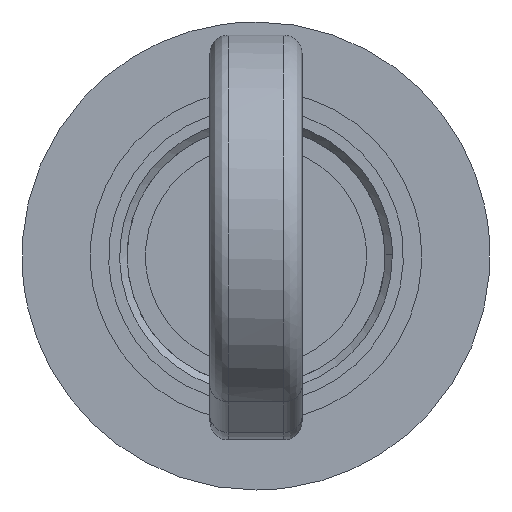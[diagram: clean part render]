
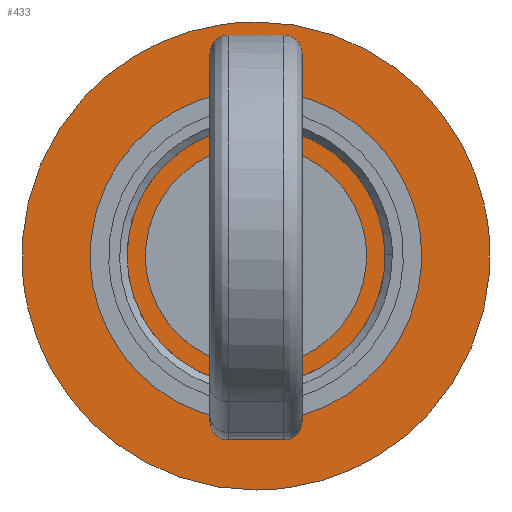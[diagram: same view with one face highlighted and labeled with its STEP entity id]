
A CAD part, front view. The second image highlights one B-rep face of the part: STEP entity #433.
In plain terms, the highlighted free-form (B-spline) face has degree [1, 1] with [2, 2] control points.
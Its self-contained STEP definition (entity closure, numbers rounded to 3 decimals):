
#62=CARTESIAN_POINT('',(-12.8,0.0,-6.35));
#63=VERTEX_POINT('',#62);
#64=CARTESIAN_POINT('',(-12.8,-6.33,-0.498));
#65=VERTEX_POINT('',#64);
#66=CARTESIAN_POINT('',(-12.8,0.0,-6.35));
#67=CARTESIAN_POINT('',(-12.8,-5.87,-6.35));
#68=CARTESIAN_POINT('',(-12.8,-6.33,-0.498));
#76=(BOUNDED_CURVE()B_SPLINE_CURVE(2,(#66,#67,#68),.UNSPECIFIED.,.F.,.U.)B_SPLINE_CURVE_WITH_KNOTS((3,3),(0.0,0.236),.UNSPECIFIED.)CURVE()GEOMETRIC_REPRESENTATION_ITEM()RATIONAL_B_SPLINE_CURVE((1.0,0.723,0.97))REPRESENTATION_ITEM(''));
#77=EDGE_CURVE('',#63,#65,#76,.T.);
#118=CARTESIAN_POINT('',(-12.8,6.33,0.498));
#119=VERTEX_POINT('',#118);
#125=CARTESIAN_POINT('',(-12.8,6.33,0.498));
#126=CARTESIAN_POINT('',(-12.8,6.35,0.249));
#127=CARTESIAN_POINT('',(-12.8,6.35,0.0));
#128=CARTESIAN_POINT('',(-12.8,6.35,-6.35));
#129=CARTESIAN_POINT('',(-12.8,0.0,-6.35));
#137=(BOUNDED_CURVE()B_SPLINE_CURVE(2,(#125,#126,#127,#128,#129),.UNSPECIFIED.,.F.,.U.)B_SPLINE_CURVE_WITH_KNOTS((3,2,3),(0.736,0.75,1.0),.UNSPECIFIED.)CURVE()GEOMETRIC_REPRESENTATION_ITEM()RATIONAL_B_SPLINE_CURVE((0.97,0.984,1.0,0.707,1.0))REPRESENTATION_ITEM(''));
#138=EDGE_CURVE('',#119,#63,#137,.T.);
#161=CARTESIAN_POINT('',(-12.8,0.0,6.35));
#162=VERTEX_POINT('',#161);
#163=CARTESIAN_POINT('',(-12.8,-6.33,-0.498));
#164=CARTESIAN_POINT('',(-12.8,-6.35,-0.249));
#165=CARTESIAN_POINT('',(-12.8,-6.35,0.0));
#166=CARTESIAN_POINT('',(-12.8,-6.35,6.35));
#167=CARTESIAN_POINT('',(-12.8,0.0,6.35));
#175=(BOUNDED_CURVE()B_SPLINE_CURVE(2,(#163,#164,#165,#166,#167),.UNSPECIFIED.,.F.,.U.)B_SPLINE_CURVE_WITH_KNOTS((3,2,3),(0.236,0.25,0.5),.UNSPECIFIED.)CURVE()GEOMETRIC_REPRESENTATION_ITEM()RATIONAL_B_SPLINE_CURVE((0.97,0.984,1.0,0.707,1.0))REPRESENTATION_ITEM(''));
#176=EDGE_CURVE('',#65,#162,#175,.T.);
#178=CARTESIAN_POINT('',(-12.8,0.0,6.35));
#179=CARTESIAN_POINT('',(-12.8,5.87,6.35));
#180=CARTESIAN_POINT('',(-12.8,6.33,0.498));
#188=(BOUNDED_CURVE()B_SPLINE_CURVE(2,(#178,#179,#180),.UNSPECIFIED.,.F.,.U.)B_SPLINE_CURVE_WITH_KNOTS((3,3),(0.5,0.736),.UNSPECIFIED.)CURVE()GEOMETRIC_REPRESENTATION_ITEM()RATIONAL_B_SPLINE_CURVE((1.0,0.723,0.97))REPRESENTATION_ITEM(''));
#189=EDGE_CURVE('',#162,#119,#188,.T.);
#248=CARTESIAN_POINT('',(-12.8,0.0,-3.0));
#249=VERTEX_POINT('',#248);
#250=CARTESIAN_POINT('',(-12.8,-2.991,-0.235));
#251=VERTEX_POINT('',#250);
#252=CARTESIAN_POINT('',(-12.8,0.0,-3.0));
#253=CARTESIAN_POINT('',(-12.8,-2.773,-3.0));
#254=CARTESIAN_POINT('',(-12.8,-2.991,-0.235));
#262=(BOUNDED_CURVE()B_SPLINE_CURVE(2,(#252,#253,#254),.UNSPECIFIED.,.F.,.U.)B_SPLINE_CURVE_WITH_KNOTS((3,3),(0.0,0.236),.UNSPECIFIED.)CURVE()GEOMETRIC_REPRESENTATION_ITEM()RATIONAL_B_SPLINE_CURVE((1.0,0.723,0.97))REPRESENTATION_ITEM(''));
#263=EDGE_CURVE('',#249,#251,#262,.T.);
#265=CARTESIAN_POINT('',(-12.8,2.991,0.235));
#266=VERTEX_POINT('',#265);
#267=CARTESIAN_POINT('',(-12.8,2.991,0.235));
#268=CARTESIAN_POINT('',(-12.8,3.0,0.118));
#269=CARTESIAN_POINT('',(-12.8,3.0,0.0));
#270=CARTESIAN_POINT('',(-12.8,3.0,-3.0));
#271=CARTESIAN_POINT('',(-12.8,0.0,-3.0));
#279=(BOUNDED_CURVE()B_SPLINE_CURVE(2,(#267,#268,#269,#270,#271),.UNSPECIFIED.,.F.,.U.)B_SPLINE_CURVE_WITH_KNOTS((3,2,3),(0.736,0.75,1.0),.UNSPECIFIED.)CURVE()GEOMETRIC_REPRESENTATION_ITEM()RATIONAL_B_SPLINE_CURVE((0.97,0.984,1.0,0.707,1.0))REPRESENTATION_ITEM(''));
#280=EDGE_CURVE('',#266,#249,#279,.T.);
#351=CARTESIAN_POINT('',(-12.8,0.0,3.0));
#352=VERTEX_POINT('',#351);
#353=CARTESIAN_POINT('',(-12.8,-2.991,-0.235));
#354=CARTESIAN_POINT('',(-12.8,-3.0,-0.118));
#355=CARTESIAN_POINT('',(-12.8,-3.0,0.0));
#356=CARTESIAN_POINT('',(-12.8,-3.0,3.0));
#357=CARTESIAN_POINT('',(-12.8,0.0,3.0));
#365=(BOUNDED_CURVE()B_SPLINE_CURVE(2,(#353,#354,#355,#356,#357),.UNSPECIFIED.,.F.,.U.)B_SPLINE_CURVE_WITH_KNOTS((3,2,3),(0.236,0.25,0.5),.UNSPECIFIED.)CURVE()GEOMETRIC_REPRESENTATION_ITEM()RATIONAL_B_SPLINE_CURVE((0.97,0.984,1.0,0.707,1.0))REPRESENTATION_ITEM(''));
#366=EDGE_CURVE('',#251,#352,#365,.T.);
#400=CARTESIAN_POINT('',(-12.8,0.0,3.0));
#401=CARTESIAN_POINT('',(-12.8,2.773,3.0));
#402=CARTESIAN_POINT('',(-12.8,2.991,0.235));
#410=(BOUNDED_CURVE()B_SPLINE_CURVE(2,(#400,#401,#402),.UNSPECIFIED.,.F.,.U.)B_SPLINE_CURVE_WITH_KNOTS((3,3),(0.5,0.736),.UNSPECIFIED.)CURVE()GEOMETRIC_REPRESENTATION_ITEM()RATIONAL_B_SPLINE_CURVE((1.0,0.723,0.97))REPRESENTATION_ITEM(''));
#411=EDGE_CURVE('',#352,#266,#410,.T.);
#416=CARTESIAN_POINT('',(-12.8,6.982,6.984));
#417=CARTESIAN_POINT('',(-12.8,-6.982,6.984));
#418=CARTESIAN_POINT('',(-12.8,6.982,-6.984));
#419=CARTESIAN_POINT('',(-12.8,-6.982,-6.984));
#420=B_SPLINE_SURFACE_WITH_KNOTS('',1,1,((#416,#418),(#417,#419)),.UNSPECIFIED.,.F.,.F.,.U.,(2,2),(2,2),(0.0,13.965),(0.0,13.969),.UNSPECIFIED.);
#421=ORIENTED_EDGE('',*,*,#138,.F.);
#422=ORIENTED_EDGE('',*,*,#189,.F.);
#423=ORIENTED_EDGE('',*,*,#176,.F.);
#424=ORIENTED_EDGE('',*,*,#77,.F.);
#425=EDGE_LOOP('',(#421,#422,#423,#424));
#426=FACE_OUTER_BOUND('',#425,.T.);
#427=ORIENTED_EDGE('',*,*,#411,.T.);
#428=ORIENTED_EDGE('',*,*,#280,.T.);
#429=ORIENTED_EDGE('',*,*,#263,.T.);
#430=ORIENTED_EDGE('',*,*,#366,.T.);
#431=EDGE_LOOP('',(#427,#428,#429,#430));
#432=FACE_BOUND('',#431,.T.);
#433=ADVANCED_FACE('',(#426,#432),#420,.T.);
